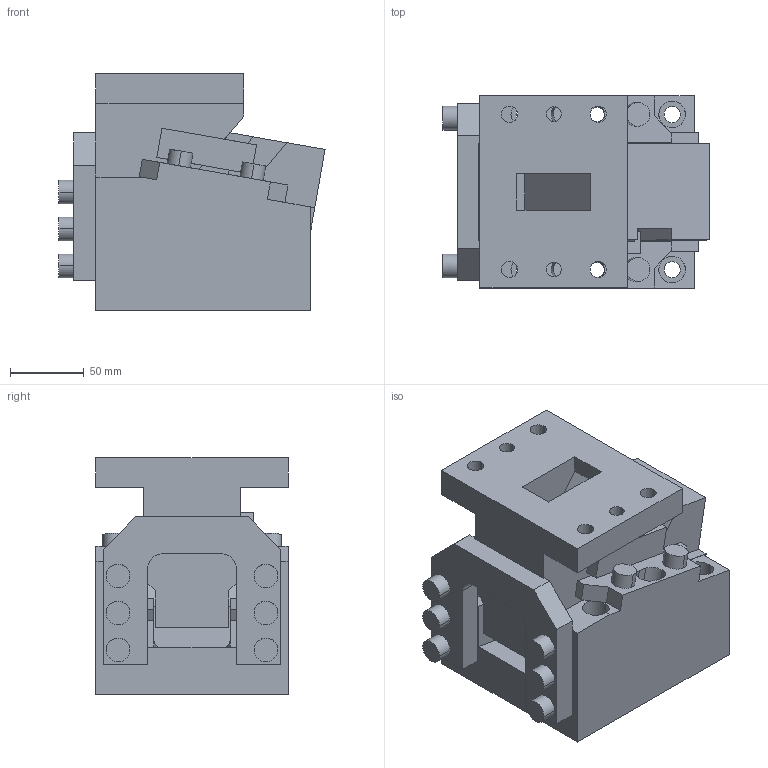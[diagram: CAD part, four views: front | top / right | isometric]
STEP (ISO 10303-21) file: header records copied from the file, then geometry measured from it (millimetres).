
FILE_DESCRIPTION(('CATIA V5 STEP Exchange'),'2;1');
FILE_NAME('CDCA_65_10_45.stp','2018-09-07T06:48:10+00:00',('none'),('none'),'CATIA Version 5 Release 20 GA (IN-10)','CATIA V5 STEP AP203','none');
FILE_SCHEMA(('CONFIG_CONTROL_DESIGN'));
Length unit declared in the file: millimetre
Products named in the file (1): CDCA_65_10_45
Bounding box: 179.95 x 130 x 160 mm (x, y, z)
Volume: 2189841.6 mm3; surface area: 258324.9 mm2
Topology: 3 solids, 3 shells, 217 faces, 555 edges, 366 vertices
Faces by surface type: plane 135, cylinder 82
Entity records: 7292 total; most frequent: CARTESIAN_POINT 2115, ORIENTED_EDGE 1110, DIRECTION 897, EDGE_CURVE 555, VECTOR 383, LINE 383, VERTEX_POINT 366, AXIS2_PLACEMENT_3D 313
